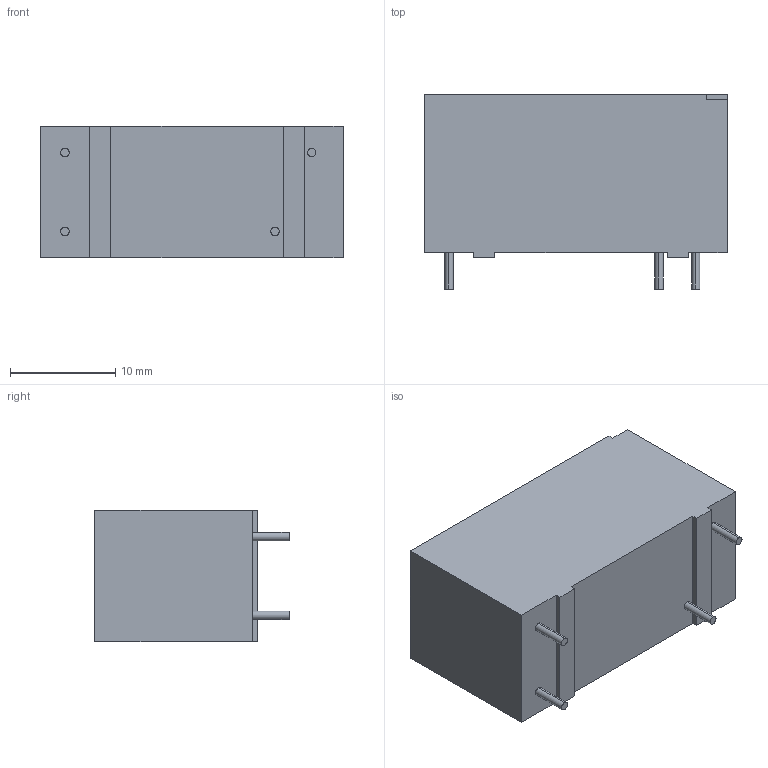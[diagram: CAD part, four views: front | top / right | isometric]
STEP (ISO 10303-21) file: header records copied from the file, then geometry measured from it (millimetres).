
FILE_DESCRIPTION (( 'STEP AP214' ), '1' );
FILE_NAME ('G2RL.STEP', '2018-09-15T16:32:33', ( '' ), ( '' ), 'SwSTEP 2.0', 'SolidWorks 2017', '' );
FILE_SCHEMA (( 'AUTOMOTIVE_DESIGN' ));
Length unit declared in the file: millimetre
Products named in the file (1): G2RL
Bounding box: 28.8 x 18.5 x 12.5 mm (x, y, z)
Volume: 5430 mm3; surface area: 2023.2 mm2
Topology: 1 solids, 1 shells, 29 faces, 69 edges, 46 vertices
Faces by surface type: plane 21, cylinder 8
Entity records: 1192 total; most frequent: CARTESIAN_POINT 145, DIRECTION 145, ORIENTED_EDGE 138, EDGE_CURVE 69, VECTOR 53, LINE 53, VERTEX_POINT 46, AXIS2_PLACEMENT_3D 46
